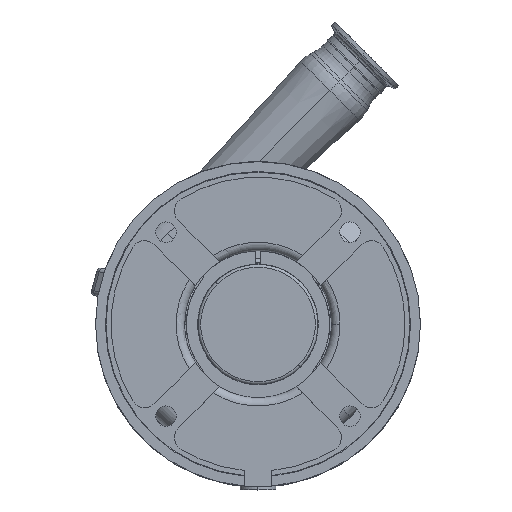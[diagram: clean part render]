
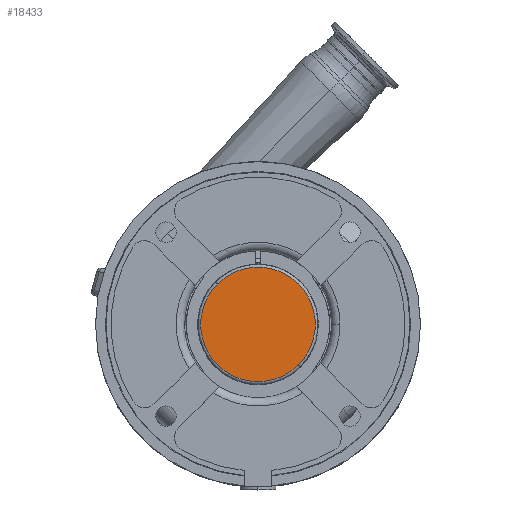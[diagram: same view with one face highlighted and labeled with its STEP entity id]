
A CAD part, top view. The second image highlights one B-rep face of the part: STEP entity #18433.
In plain terms, the highlighted planar face has unit normal (0, 0, 1).
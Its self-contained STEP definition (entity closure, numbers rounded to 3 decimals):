
#75 = FACE_OUTER_BOUND ( 'NONE', #5167, .T. ) ;
#3052 = AXIS2_PLACEMENT_3D ( 'NONE', #5232, #19162, #6641 ) ;
#3703 = CARTESIAN_POINT ( 'NONE',  ( 0., 0., 65. ) ) ;
#4998 = CIRCLE ( 'NONE', #3052, 40.552 ) ;
#5167 = EDGE_LOOP ( 'NONE', ( #11019, #18333 ) ) ;
#5232 = CARTESIAN_POINT ( 'NONE',  ( 0., 0., 65. ) ) ;
#6235 = VERTEX_POINT ( 'NONE', #9287 ) ;
#6641 = DIRECTION ( 'NONE',  ( -0.707, 0.707, 0. ) ) ;
#8197 = DIRECTION ( 'NONE',  ( 0., 0., -1. ) ) ;
#8405 = CIRCLE ( 'NONE', #10963, 40.552 ) ;
#9287 = CARTESIAN_POINT ( 'NONE',  ( 28.674, -28.674, 65. ) ) ;
#9308 = DIRECTION ( 'NONE',  ( -0.707, 0.707, 0. ) ) ;
#9513 = PLANE ( 'NONE',  #12259 ) ;
#9856 = DIRECTION ( 'NONE',  ( 0., 0., 1. ) ) ;
#9896 = CARTESIAN_POINT ( 'NONE',  ( -28.674, 28.674, 65. ) ) ;
#10963 = AXIS2_PLACEMENT_3D ( 'NONE', #3703, #9856, #9308 ) ;
#11019 = ORIENTED_EDGE ( 'NONE', *, *, #18324, .T. ) ;
#12259 = AXIS2_PLACEMENT_3D ( 'NONE', #15692, #8197, #12420 ) ;
#12420 = DIRECTION ( 'NONE',  ( -0.707, 0.707, 0. ) ) ;
#12732 = EDGE_CURVE ( 'NONE', #6235, #15021, #4998, .T. ) ;
#15021 = VERTEX_POINT ( 'NONE', #9896 ) ;
#15692 = CARTESIAN_POINT ( 'NONE',  ( 0., 0., 65. ) ) ;
#18324 = EDGE_CURVE ( 'NONE', #15021, #6235, #8405, .T. ) ;
#18333 = ORIENTED_EDGE ( 'NONE', *, *, #12732, .T. ) ;
#18433 = ADVANCED_FACE ( 'NONE', ( #75 ), #9513, .F. ) ;
#19162 = DIRECTION ( 'NONE',  ( 0., 0., 1. ) ) ;
